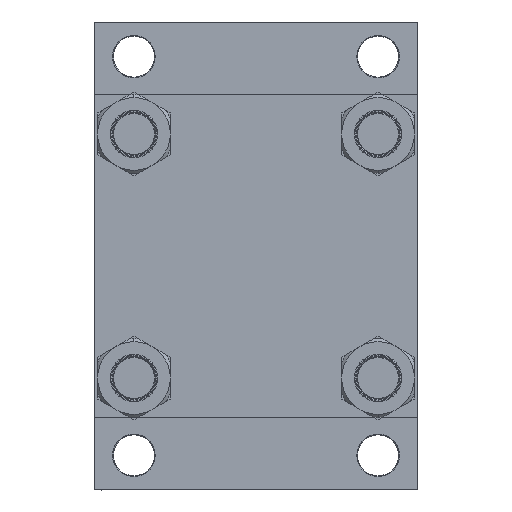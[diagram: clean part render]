
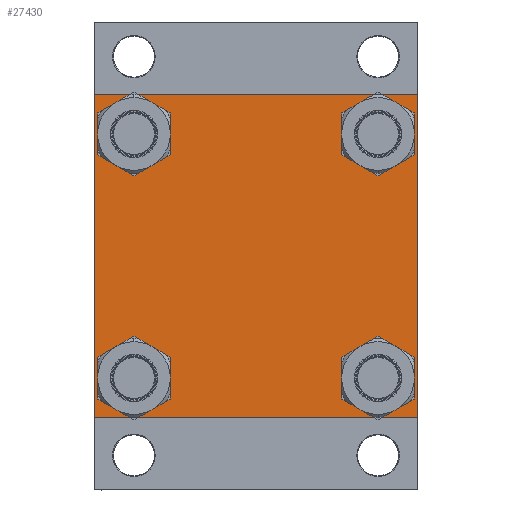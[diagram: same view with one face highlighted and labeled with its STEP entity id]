
A CAD part, left-side view. The second image highlights one B-rep face of the part: STEP entity #27430.
In plain terms, the highlighted planar face has unit normal (-1, 0, 0).
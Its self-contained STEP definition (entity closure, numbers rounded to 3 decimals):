
#1265 = DIRECTION ( 'NONE',  ( 0., 0., -1. ) ) ;
#1660 = DIRECTION ( 'NONE',  ( 0., 0.707, 0.707 ) ) ;
#1735 = LINE ( 'NONE', #34364, #46110 ) ;
#1990 = DIRECTION ( 'NONE',  ( 0., -0.707, 0.707 ) ) ;
#2006 = DIRECTION ( 'NONE',  ( 1., 0., 0. ) ) ;
#2668 = FACE_BOUND ( 'NONE', #31649, .T. ) ;
#2728 = AXIS2_PLACEMENT_3D ( 'NONE', #4558, #37398, #45682 ) ;
#3117 = DIRECTION ( 'NONE',  ( 0., 0., 1. ) ) ;
#3378 = CARTESIAN_POINT ( 'NONE',  ( 0., 0., 0. ) ) ;
#3506 = VECTOR ( 'NONE', #43943, 1000. ) ;
#4069 = ORIENTED_EDGE ( 'NONE', *, *, #13910, .T. ) ;
#4217 = DIRECTION ( 'NONE',  ( 0., -1., 0. ) ) ;
#4479 = ORIENTED_EDGE ( 'NONE', *, *, #15063, .T. ) ;
#4558 = CARTESIAN_POINT ( 'NONE',  ( 0., -77.45, -77.45 ) ) ;
#4576 = CARTESIAN_POINT ( 'NONE',  ( 0., -102.5, -102. ) ) ;
#4612 = AXIS2_PLACEMENT_3D ( 'NONE', #21355, #17692, #10391 ) ;
#5988 = EDGE_CURVE ( 'NONE', #25673, #31991, #39301, .T. ) ;
#6082 = AXIS2_PLACEMENT_3D ( 'NONE', #48134, #7954, #3117 ) ;
#6221 = LINE ( 'NONE', #43242, #3506 ) ;
#6733 = EDGE_LOOP ( 'NONE', ( #40678, #4479 ) ) ;
#7852 = CARTESIAN_POINT ( 'NONE',  ( 0., 102.5, 102.5 ) ) ;
#7954 = DIRECTION ( 'NONE',  ( 1., 0., 0. ) ) ;
#8120 = ORIENTED_EDGE ( 'NONE', *, *, #12429, .T. ) ;
#8305 = CARTESIAN_POINT ( 'NONE',  ( 0., 77.45, -63.45 ) ) ;
#9535 = CARTESIAN_POINT ( 'NONE',  ( 0., -102., -102.5 ) ) ;
#9804 = CARTESIAN_POINT ( 'NONE',  ( 0., -77.45, 77.45 ) ) ;
#10026 = DIRECTION ( 'NONE',  ( 0., 0., 1. ) ) ;
#10361 = EDGE_CURVE ( 'NONE', #47053, #13616, #25574, .T. ) ;
#10391 = DIRECTION ( 'NONE',  ( 0., 0., 1. ) ) ;
#10433 = FACE_BOUND ( 'NONE', #6733, .T. ) ;
#11286 = ORIENTED_EDGE ( 'NONE', *, *, #46087, .F. ) ;
#11503 = LINE ( 'NONE', #7852, #18910 ) ;
#11574 = EDGE_LOOP ( 'NONE', ( #12238, #12477 ) ) ;
#12238 = ORIENTED_EDGE ( 'NONE', *, *, #34750, .T. ) ;
#12284 = CARTESIAN_POINT ( 'NONE',  ( 0., 77.45, -91.45 ) ) ;
#12330 = CARTESIAN_POINT ( 'NONE',  ( 0., -102., 102.5 ) ) ;
#12429 = EDGE_CURVE ( 'NONE', #29533, #23030, #14283, .T. ) ;
#12477 = ORIENTED_EDGE ( 'NONE', *, *, #20190, .T. ) ;
#13055 = CARTESIAN_POINT ( 'NONE',  ( 0., 102.5, -102. ) ) ;
#13265 = DIRECTION ( 'NONE',  ( 1., 0., 0. ) ) ;
#13289 = CARTESIAN_POINT ( 'NONE',  ( 0., -77.45, -63.45 ) ) ;
#13488 = ORIENTED_EDGE ( 'NONE', *, *, #21933, .T. ) ;
#13611 = VECTOR ( 'NONE', #18550, 1000. ) ;
#13616 = VERTEX_POINT ( 'NONE', #31849 ) ;
#13843 = DIRECTION ( 'NONE',  ( 0., 0., 1. ) ) ;
#13910 = EDGE_CURVE ( 'NONE', #17720, #25673, #36346, .T. ) ;
#14283 = LINE ( 'NONE', #20907, #21462 ) ;
#14500 = VERTEX_POINT ( 'NONE', #41085 ) ;
#14920 = DIRECTION ( 'NONE',  ( 0., 0., 1. ) ) ;
#15063 = EDGE_CURVE ( 'NONE', #30575, #18581, #29367, .T. ) ;
#15168 = EDGE_CURVE ( 'NONE', #13616, #47053, #43402, .T. ) ;
#16182 = EDGE_LOOP ( 'NONE', ( #13488, #26767 ) ) ;
#17475 = DIRECTION ( 'NONE',  ( 0., 0.707, -0.707 ) ) ;
#17495 = FACE_BOUND ( 'NONE', #16182, .T. ) ;
#17681 = VECTOR ( 'NONE', #35142, 1000. ) ;
#17692 = DIRECTION ( 'NONE',  ( 1., 0., 0. ) ) ;
#17720 = VERTEX_POINT ( 'NONE', #13055 ) ;
#18270 = DIRECTION ( 'NONE',  ( 0., 0., 1. ) ) ;
#18422 = ORIENTED_EDGE ( 'NONE', *, *, #40855, .T. ) ;
#18550 = DIRECTION ( 'NONE',  ( 0., -0.707, -0.707 ) ) ;
#18581 = VERTEX_POINT ( 'NONE', #8305 ) ;
#18910 = VECTOR ( 'NONE', #4217, 1000. ) ;
#19311 = EDGE_CURVE ( 'NONE', #18581, #30575, #34589, .T. ) ;
#20054 = AXIS2_PLACEMENT_3D ( 'NONE', #9804, #31704, #43416 ) ;
#20190 = EDGE_CURVE ( 'NONE', #26624, #41543, #33039, .T. ) ;
#20304 = CARTESIAN_POINT ( 'NONE',  ( 0., 102.5, -102.5 ) ) ;
#20403 = LINE ( 'NONE', #32073, #43721 ) ;
#20537 = EDGE_CURVE ( 'NONE', #37094, #14500, #34568, .T. ) ;
#20907 = CARTESIAN_POINT ( 'NONE',  ( 0., 102.25, 102.25 ) ) ;
#21355 = CARTESIAN_POINT ( 'NONE',  ( 0., -77.45, 77.45 ) ) ;
#21462 = VECTOR ( 'NONE', #17475, 1000. ) ;
#21933 = EDGE_CURVE ( 'NONE', #14500, #37094, #37775, .T. ) ;
#22694 = AXIS2_PLACEMENT_3D ( 'NONE', #44174, #44402, #14920 ) ;
#23030 = VERTEX_POINT ( 'NONE', #27201 ) ;
#23687 = AXIS2_PLACEMENT_3D ( 'NONE', #36302, #36529, #18270 ) ;
#23829 = EDGE_CURVE ( 'NONE', #23030, #17720, #31176, .T. ) ;
#25139 = CARTESIAN_POINT ( 'NONE',  ( 0., 102.25, -102.25 ) ) ;
#25275 = FACE_OUTER_BOUND ( 'NONE', #45418, .T. ) ;
#25574 = CIRCLE ( 'NONE', #4612, 14. ) ;
#25673 = VERTEX_POINT ( 'NONE', #33003 ) ;
#25728 = ORIENTED_EDGE ( 'NONE', *, *, #5988, .T. ) ;
#25998 = CARTESIAN_POINT ( 'NONE',  ( 0., -102.5, 102. ) ) ;
#26085 = AXIS2_PLACEMENT_3D ( 'NONE', #28516, #2006, #10026 ) ;
#26624 = VERTEX_POINT ( 'NONE', #45878 ) ;
#26767 = ORIENTED_EDGE ( 'NONE', *, *, #20537, .T. ) ;
#27201 = CARTESIAN_POINT ( 'NONE',  ( 0., 102.5, 102. ) ) ;
#27430 = ADVANCED_FACE ( 'NONE', ( #2668, #43797, #10433, #17495, #25275 ), #40127, .T. ) ;
#28516 = CARTESIAN_POINT ( 'NONE',  ( 0., 77.45, 77.45 ) ) ;
#29367 = CIRCLE ( 'NONE', #6082, 14. ) ;
#29533 = VERTEX_POINT ( 'NONE', #40526 ) ;
#29894 = AXIS2_PLACEMENT_3D ( 'NONE', #42745, #13265, #42260 ) ;
#30026 = ORIENTED_EDGE ( 'NONE', *, *, #10361, .T. ) ;
#30575 = VERTEX_POINT ( 'NONE', #12284 ) ;
#30756 = EDGE_CURVE ( 'NONE', #29533, #32528, #11503, .T. ) ;
#31176 = LINE ( 'NONE', #34841, #35791 ) ;
#31649 = EDGE_LOOP ( 'NONE', ( #38356, #30026 ) ) ;
#31704 = DIRECTION ( 'NONE',  ( 1., 0., 0. ) ) ;
#31849 = CARTESIAN_POINT ( 'NONE',  ( 0., -77.45, 91.45 ) ) ;
#31991 = VERTEX_POINT ( 'NONE', #9535 ) ;
#32073 = CARTESIAN_POINT ( 'NONE',  ( 0., -102.25, 102.25 ) ) ;
#32347 = DIRECTION ( 'NONE',  ( -1., 0., 0. ) ) ;
#32528 = VERTEX_POINT ( 'NONE', #12330 ) ;
#32691 = CARTESIAN_POINT ( 'NONE',  ( 0., 77.45, 63.45 ) ) ;
#33003 = CARTESIAN_POINT ( 'NONE',  ( 0., 102., -102.5 ) ) ;
#33039 = CIRCLE ( 'NONE', #2728, 14. ) ;
#33543 = VERTEX_POINT ( 'NONE', #25998 ) ;
#34364 = CARTESIAN_POINT ( 'NONE',  ( 0., -102.25, -102.25 ) ) ;
#34568 = CIRCLE ( 'NONE', #23687, 14. ) ;
#34589 = CIRCLE ( 'NONE', #29894, 14. ) ;
#34750 = EDGE_CURVE ( 'NONE', #41543, #26624, #43696, .T. ) ;
#34841 = CARTESIAN_POINT ( 'NONE',  ( 0., 102.5, 102.5 ) ) ;
#35142 = DIRECTION ( 'NONE',  ( 0., -1., 0. ) ) ;
#35355 = ORIENTED_EDGE ( 'NONE', *, *, #39173, .T. ) ;
#35791 = VECTOR ( 'NONE', #1265, 1000. ) ;
#36302 = CARTESIAN_POINT ( 'NONE',  ( 0., 77.45, 77.45 ) ) ;
#36346 = LINE ( 'NONE', #25139, #13611 ) ;
#36441 = ORIENTED_EDGE ( 'NONE', *, *, #30756, .F. ) ;
#36529 = DIRECTION ( 'NONE',  ( 1., 0., 0. ) ) ;
#37094 = VERTEX_POINT ( 'NONE', #32691 ) ;
#37398 = DIRECTION ( 'NONE',  ( 1., 0., 0. ) ) ;
#37775 = CIRCLE ( 'NONE', #26085, 14. ) ;
#38356 = ORIENTED_EDGE ( 'NONE', *, *, #15168, .T. ) ;
#39173 = EDGE_CURVE ( 'NONE', #33543, #32528, #20403, .T. ) ;
#39301 = LINE ( 'NONE', #20304, #17681 ) ;
#40127 = PLANE ( 'NONE',  #45854 ) ;
#40526 = CARTESIAN_POINT ( 'NONE',  ( 0., 102., 102.5 ) ) ;
#40678 = ORIENTED_EDGE ( 'NONE', *, *, #19311, .T. ) ;
#40855 = EDGE_CURVE ( 'NONE', #31991, #41356, #1735, .T. ) ;
#41085 = CARTESIAN_POINT ( 'NONE',  ( 0., 77.45, 91.45 ) ) ;
#41356 = VERTEX_POINT ( 'NONE', #4576 ) ;
#41543 = VERTEX_POINT ( 'NONE', #13289 ) ;
#42260 = DIRECTION ( 'NONE',  ( 0., 0., 1. ) ) ;
#42745 = CARTESIAN_POINT ( 'NONE',  ( 0., 77.45, -77.45 ) ) ;
#43242 = CARTESIAN_POINT ( 'NONE',  ( 0., -102.5, 102.5 ) ) ;
#43402 = CIRCLE ( 'NONE', #20054, 14. ) ;
#43416 = DIRECTION ( 'NONE',  ( 0., 0., 1. ) ) ;
#43696 = CIRCLE ( 'NONE', #22694, 14. ) ;
#43721 = VECTOR ( 'NONE', #1660, 1000. ) ;
#43797 = FACE_BOUND ( 'NONE', #11574, .T. ) ;
#43943 = DIRECTION ( 'NONE',  ( 0., 0., -1. ) ) ;
#44174 = CARTESIAN_POINT ( 'NONE',  ( 0., -77.45, -77.45 ) ) ;
#44402 = DIRECTION ( 'NONE',  ( 1., 0., 0. ) ) ;
#45418 = EDGE_LOOP ( 'NONE', ( #45574, #4069, #25728, #18422, #11286, #35355, #36441, #8120 ) ) ;
#45442 = CARTESIAN_POINT ( 'NONE',  ( 0., -77.45, 63.45 ) ) ;
#45574 = ORIENTED_EDGE ( 'NONE', *, *, #23829, .T. ) ;
#45682 = DIRECTION ( 'NONE',  ( 0., 0., 1. ) ) ;
#45854 = AXIS2_PLACEMENT_3D ( 'NONE', #3378, #32347, #13843 ) ;
#45878 = CARTESIAN_POINT ( 'NONE',  ( 0., -77.45, -91.45 ) ) ;
#46087 = EDGE_CURVE ( 'NONE', #33543, #41356, #6221, .T. ) ;
#46110 = VECTOR ( 'NONE', #1990, 1000. ) ;
#47053 = VERTEX_POINT ( 'NONE', #45442 ) ;
#48134 = CARTESIAN_POINT ( 'NONE',  ( 0., 77.45, -77.45 ) ) ;
